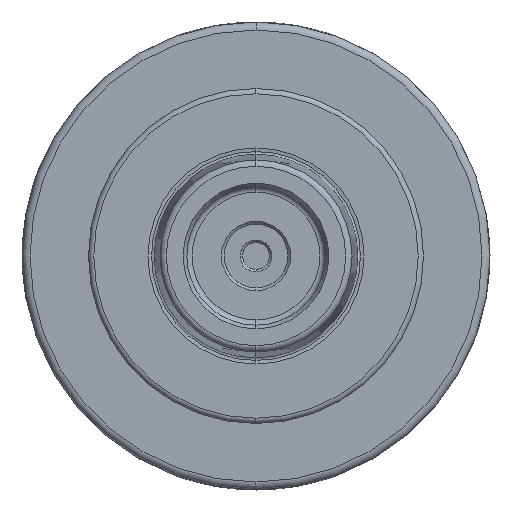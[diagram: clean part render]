
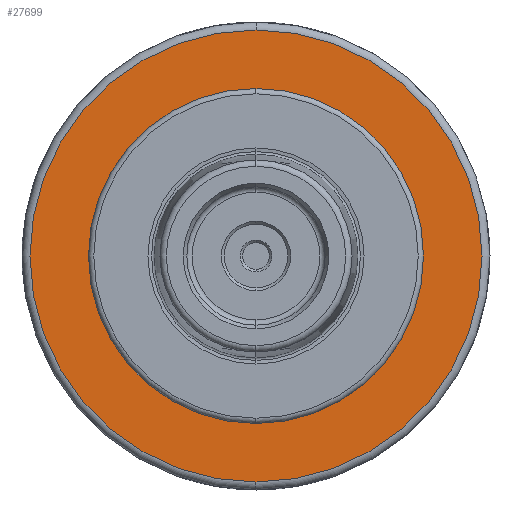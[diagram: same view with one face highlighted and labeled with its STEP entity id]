
A CAD part, left-side view. The second image highlights one B-rep face of the part: STEP entity #27699.
In plain terms, the highlighted planar face has unit normal (-1, 0, 0).
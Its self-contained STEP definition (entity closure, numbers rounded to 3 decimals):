
#3568 = DIRECTION ( 'NONE',  ( 0., 0., 1. ) ) ;
#3572 = CARTESIAN_POINT ( 'NONE',  ( 42., 0., 0. ) ) ;
#3576 = DIRECTION ( 'NONE',  ( -1., 0., 0. ) ) ;
#6730 = EDGE_LOOP ( 'NONE', ( #31241, #31289 ) ) ;
#6755 = EDGE_LOOP ( 'NONE', ( #31184, #31258 ) ) ;
#14405 = EDGE_CURVE ( 'NONE', #24878, #24958, #31507, .T. ) ;
#14726 = EDGE_CURVE ( 'NONE', #36300, #36368, #31784, .T. ) ;
#15057 = EDGE_CURVE ( 'NONE', #36368, #36300, #21812, .T. ) ;
#15131 = EDGE_CURVE ( 'NONE', #24958, #24878, #21867, .T. ) ;
#15383 = AXIS2_PLACEMENT_3D ( 'NONE', #24060, #24077, #24054 ) ;
#15406 = AXIS2_PLACEMENT_3D ( 'NONE', #26006, #26009, #26010 ) ;
#15688 = AXIS2_PLACEMENT_3D ( 'NONE', #22711, #22758, #22755 ) ;
#15795 = AXIS2_PLACEMENT_3D ( 'NONE', #3572, #3576, #3568 ) ;
#16165 = DIRECTION ( 'NONE',  ( -1., 0., 0. ) ) ;
#16171 = DIRECTION ( 'NONE',  ( 0., 0., 1. ) ) ;
#16173 = PLANE ( 'NONE',  #34588 ) ;
#16179 = CARTESIAN_POINT ( 'NONE',  ( 42., 44., 0. ) ) ;
#20033 = CARTESIAN_POINT ( 'NONE',  ( 42., 0., 42.5 ) ) ;
#20107 = CARTESIAN_POINT ( 'NONE',  ( 42., 0., -42.5 ) ) ;
#21812 = CIRCLE ( 'NONE', #15383, 42.5 ) ;
#21867 = CIRCLE ( 'NONE', #15406, 25.05 ) ;
#22711 = CARTESIAN_POINT ( 'NONE',  ( 42., 0., 0. ) ) ;
#22755 = DIRECTION ( 'NONE',  ( 0., 0., 1. ) ) ;
#22758 = DIRECTION ( 'NONE',  ( 1., 0., 0. ) ) ;
#24054 = DIRECTION ( 'NONE',  ( 0., 0., 1. ) ) ;
#24060 = CARTESIAN_POINT ( 'NONE',  ( 42., 0., 0. ) ) ;
#24077 = DIRECTION ( 'NONE',  ( -1., 0., 0. ) ) ;
#24878 = VERTEX_POINT ( 'NONE', #29395 ) ;
#24958 = VERTEX_POINT ( 'NONE', #29459 ) ;
#26006 = CARTESIAN_POINT ( 'NONE',  ( 42., 0., 0. ) ) ;
#26009 = DIRECTION ( 'NONE',  ( 1., 0., 0. ) ) ;
#26010 = DIRECTION ( 'NONE',  ( 0., 0., 1. ) ) ;
#27699 = ADVANCED_FACE ( 'NONE', ( #33008, #32990 ), #16173, .T. ) ;
#29395 = CARTESIAN_POINT ( 'NONE',  ( 42., 0., 25.05 ) ) ;
#29459 = CARTESIAN_POINT ( 'NONE',  ( 42., 0., -25.05 ) ) ;
#31184 = ORIENTED_EDGE ( 'NONE', *, *, #14405, .T. ) ;
#31241 = ORIENTED_EDGE ( 'NONE', *, *, #14726, .T. ) ;
#31258 = ORIENTED_EDGE ( 'NONE', *, *, #15131, .T. ) ;
#31289 = ORIENTED_EDGE ( 'NONE', *, *, #15057, .T. ) ;
#31507 = CIRCLE ( 'NONE', #15688, 25.05 ) ;
#31784 = CIRCLE ( 'NONE', #15795, 42.5 ) ;
#32990 = FACE_BOUND ( 'NONE', #6755, .T. ) ;
#33008 = FACE_OUTER_BOUND ( 'NONE', #6730, .T. ) ;
#34588 = AXIS2_PLACEMENT_3D ( 'NONE', #16179, #16165, #16171 ) ;
#36300 = VERTEX_POINT ( 'NONE', #20033 ) ;
#36368 = VERTEX_POINT ( 'NONE', #20107 ) ;
